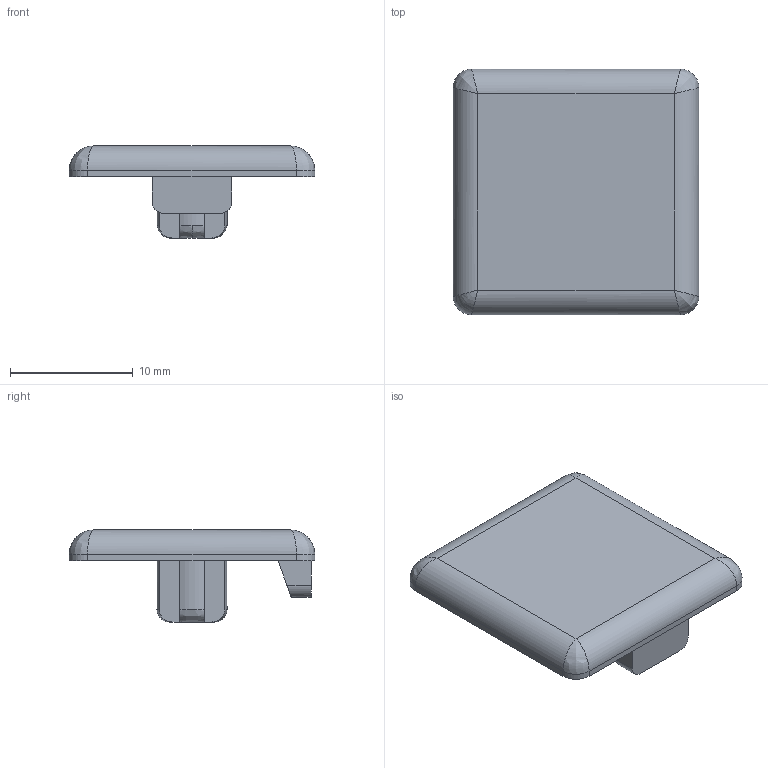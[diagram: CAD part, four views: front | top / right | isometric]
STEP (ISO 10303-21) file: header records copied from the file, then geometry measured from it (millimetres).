
FILE_DESCRIPTION (( 'STEP AP203' ), '1' );
FILE_NAME ('461548742.STEP', '2022-08-29T16:01:30', ( '' ), ( '' ), 'SwSTEP 2.0', 'SolidWorks 2014', '' );
FILE_SCHEMA (( 'CONFIG_CONTROL_DESIGN' ));
Length unit declared in the file: millimetre
Products named in the file (1): 461548742
Bounding box: 20 x 20 x 7.5 mm (x, y, z)
Volume: 858.6 mm3; surface area: 1149.8 mm2
Topology: 1 solids, 1 shells, 52 faces, 136 edges, 84 vertices
Faces by surface type: plane 27, cylinder 15, bspline 10
Entity records: 2087 total; most frequent: CARTESIAN_POINT 831, ORIENTED_EDGE 264, DIRECTION 218, EDGE_CURVE 132, LINE 84, VECTOR 84, VERTEX_POINT 84, AXIS2_PLACEMENT_3D 67
